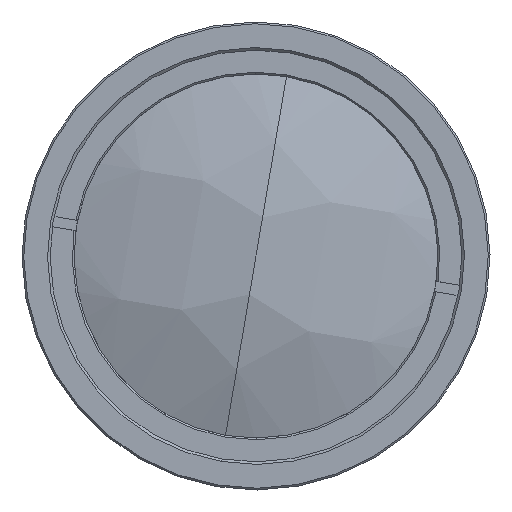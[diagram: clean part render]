
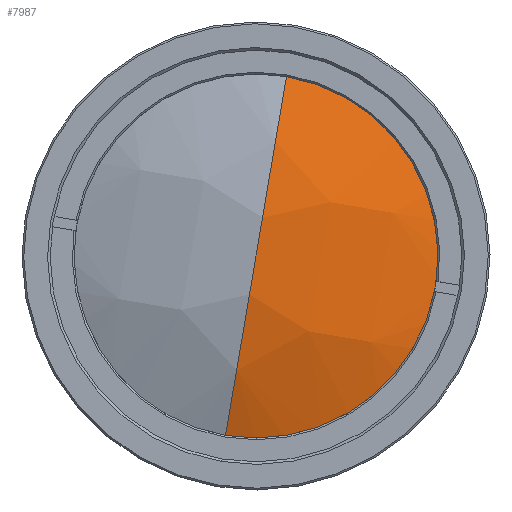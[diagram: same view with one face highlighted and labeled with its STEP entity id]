
A CAD part, left-side view. The second image highlights one B-rep face of the part: STEP entity #7987.
In plain terms, the highlighted free-form (B-spline) face has degree [3, 3] with [4, 4] control points.
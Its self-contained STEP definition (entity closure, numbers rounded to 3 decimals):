
#71 = DIRECTION ( 'NONE',  ( -1., 0., 0. ) ) ;
#211 = VERTEX_POINT ( 'NONE', #3955 ) ;
#445 = EDGE_LOOP ( 'NONE', ( #15035, #2984 ) ) ;
#567 = CARTESIAN_POINT ( 'NONE',  ( -94.457, -24.121, 18.477 ) ) ;
#1156 = CARTESIAN_POINT ( 'NONE',  ( -40.947, 0., 0. ) ) ;
#1429 = FACE_OUTER_BOUND ( 'NONE', #445, .T. ) ;
#1491 = DIRECTION ( 'NONE',  ( 0., -0.167, 0.986 ) ) ;
#1989 = CARTESIAN_POINT ( 'NONE',  ( -94.457, -16.677, -25.4 ) ) ;
#2082 = CARTESIAN_POINT ( 'NONE',  ( -102.507, -13.933, -10.243 ) ) ;
#2825 = CIRCLE ( 'NONE', #15213, 61.535 ) ;
#2984 = ORIENTED_EDGE ( 'NONE', *, *, #11780, .T. ) ;
#3527 = CARTESIAN_POINT ( 'NONE',  ( -99.697, -23.696, 3.858 ) ) ;
#3955 = CARTESIAN_POINT ( 'NONE',  ( -98.415, -3.68, 21.69 ) ) ;
#6014 =( BOUNDED_SURFACE ( )  B_SPLINE_SURFACE ( 3, 3, ( 
 ( #7631, #6204, #11991, #567 ),
 ( #13371, #16495, #14971, #3527 ),
 ( #8944, #10577, #2082, #16205 ),
 ( #9045, #12085, #17801, #1989 ) ),
 .UNSPECIFIED., .F., .F., .T. ) 
 B_SPLINE_SURFACE_WITH_KNOTS ( ( 4, 4 ),
 ( 4, 4 ),
 ( 0., 1. ),
 ( 0., 1. ),
 .UNSPECIFIED. ) 
 GEOMETRIC_REPRESENTATION_ITEM ( )  RATIONAL_B_SPLINE_SURFACE ( (
 ( 1., 0.989, 0.989, 1.),
 ( 0.955, 0.944, 0.944, 0.955),
 ( 0.955, 0.944, 0.944, 0.955),
 ( 1., 0.989, 0.989, 1.) ) ) 
 REPRESENTATION_ITEM ( '' )  SURFACE ( )  );
#6204 = CARTESIAN_POINT ( 'NONE',  ( -98.318, -10.719, 20.751 ) ) ;
#7631 = CARTESIAN_POINT ( 'NONE',  ( -98.318, -3.722, 21.938 ) ) ;
#7987 = ADVANCED_FACE ( 'NONE', ( #1429 ), #6014, .T. ) ;
#8944 = CARTESIAN_POINT ( 'NONE',  ( -103.936, 1.299, -7.658 ) ) ;
#9045 = CARTESIAN_POINT ( 'NONE',  ( -98.318, 3.722, -21.938 ) ) ;
#9981 = CARTESIAN_POINT ( 'NONE',  ( -98.415, 3.68, -21.69 ) ) ;
#9996 = CARTESIAN_POINT ( 'NONE',  ( -98.415, 0., 0. ) ) ;
#10577 = CARTESIAN_POINT ( 'NONE',  ( -103.936, -6.382, -8.962 ) ) ;
#11780 = EDGE_CURVE ( 'NONE', #211, #17219, #2825, .T. ) ;
#11991 = CARTESIAN_POINT ( 'NONE',  ( -97.016, -17.596, 19.584 ) ) ;
#12085 = CARTESIAN_POINT ( 'NONE',  ( -98.318, -3.274, -23.125 ) ) ;
#12186 = EDGE_CURVE ( 'NONE', #17219, #211, #13429, .T. ) ;
#12538 = AXIS2_PLACEMENT_3D ( 'NONE', #9996, #71, #1491 ) ;
#13371 = CARTESIAN_POINT ( 'NONE',  ( -103.936, -1.299, 7.658 ) ) ;
#13429 = CIRCLE ( 'NONE', #12538, 22. ) ;
#14971 = CARTESIAN_POINT ( 'NONE',  ( -102.507, -16.532, 5.074 ) ) ;
#15035 = ORIENTED_EDGE ( 'NONE', *, *, #12186, .T. ) ;
#15213 = AXIS2_PLACEMENT_3D ( 'NONE', #1156, #15780, #18402 ) ;
#15780 = DIRECTION ( 'NONE',  ( 0., -0.986, -0.167 ) ) ;
#16205 = CARTESIAN_POINT ( 'NONE',  ( -99.697, -21.097, -11.458 ) ) ;
#16495 = CARTESIAN_POINT ( 'NONE',  ( -103.936, -8.981, 6.355 ) ) ;
#17219 = VERTEX_POINT ( 'NONE', #9981 ) ;
#17801 = CARTESIAN_POINT ( 'NONE',  ( -97.016, -10.151, -24.292 ) ) ;
#18402 = DIRECTION ( 'NONE',  ( 0., -0.167, 0.986 ) ) ;
